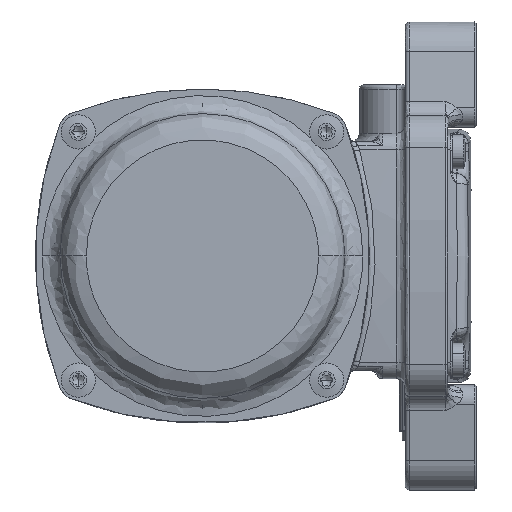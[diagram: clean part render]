
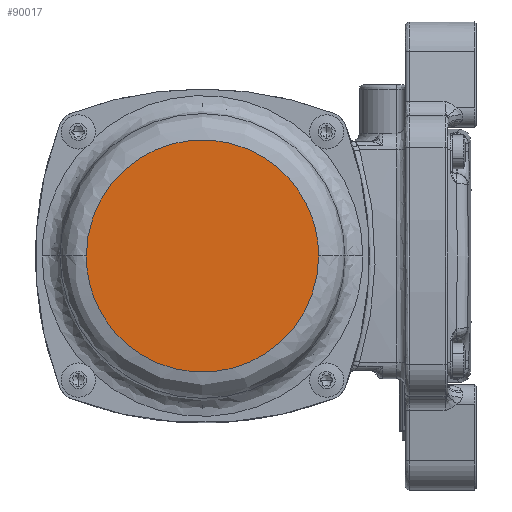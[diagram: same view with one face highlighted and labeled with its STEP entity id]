
A CAD part, left-side view. The second image highlights one B-rep face of the part: STEP entity #90017.
In plain terms, the highlighted planar face has unit normal (-1, 0, 0).
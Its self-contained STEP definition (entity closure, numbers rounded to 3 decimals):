
#7376 = VERTEX_POINT ( 'NONE', #86721 ) ;
#8263 =( BOUNDED_CURVE ( )  B_SPLINE_CURVE ( 3, ( #22522, #93965, #153463, #34540 ),
 .UNSPECIFIED., .F., .F. ) 
 B_SPLINE_CURVE_WITH_KNOTS ( ( 4, 4 ),
 ( 0., 1. ),
 .UNSPECIFIED. ) 
 CURVE ( )  GEOMETRIC_REPRESENTATION_ITEM ( )  RATIONAL_B_SPLINE_CURVE ( ( 1., 0.333, 0.333, 1. ) ) 
 REPRESENTATION_ITEM ( '' )  );
#21875 = EDGE_CURVE ( 'NONE', #111762, #7376, #75610, .T. ) ;
#22522 = CARTESIAN_POINT ( 'NONE',  ( -104.5, 136.7, 0. ) ) ;
#23105 = CARTESIAN_POINT ( 'NONE',  ( -104.5, 136.7, 0. ) ) ;
#25639 = DIRECTION ( 'NONE',  ( 0., 1., 0. ) ) ;
#34540 = CARTESIAN_POINT ( 'NONE',  ( -104.5, 55.3, 0. ) ) ;
#39461 = ORIENTED_EDGE ( 'NONE', *, *, #21875, .F. ) ;
#42503 = CARTESIAN_POINT ( 'NONE',  ( -104.5, 136.7, 0. ) ) ;
#62929 = EDGE_CURVE ( 'NONE', #7376, #111762, #8263, .T. ) ;
#64520 = ORIENTED_EDGE ( 'NONE', *, *, #62929, .F. ) ;
#71002 = PLANE ( 'NONE',  #131261 ) ;
#74560 = FACE_OUTER_BOUND ( 'NONE', #109728, .T. ) ;
#75610 =( BOUNDED_CURVE ( )  B_SPLINE_CURVE ( 3, ( #149428, #100848, #77900, #42503 ),
 .UNSPECIFIED., .F., .T. ) 
 B_SPLINE_CURVE_WITH_KNOTS ( ( 4, 4 ),
 ( 0., 1. ),
 .UNSPECIFIED. ) 
 CURVE ( )  GEOMETRIC_REPRESENTATION_ITEM ( )  RATIONAL_B_SPLINE_CURVE ( ( 1., 0.333, 0.333, 1. ) ) 
 REPRESENTATION_ITEM ( '' )  );
#77900 = CARTESIAN_POINT ( 'NONE',  ( -104.5, 136.7, -81.4 ) ) ;
#84573 = DIRECTION ( 'NONE',  ( 1., 0., 0. ) ) ;
#86721 = CARTESIAN_POINT ( 'NONE',  ( -104.5, 136.7, 0. ) ) ;
#90017 = ADVANCED_FACE ( 'NONE', ( #74560 ), #71002, .F. ) ;
#91730 = CARTESIAN_POINT ( 'NONE',  ( -104.5, 55.3, 0. ) ) ;
#93965 = CARTESIAN_POINT ( 'NONE',  ( -104.5, 136.7, 81.4 ) ) ;
#100848 = CARTESIAN_POINT ( 'NONE',  ( -104.5, 55.3, -81.4 ) ) ;
#109728 = EDGE_LOOP ( 'NONE', ( #39461, #64520 ) ) ;
#111762 = VERTEX_POINT ( 'NONE', #91730 ) ;
#131261 = AXIS2_PLACEMENT_3D ( 'NONE', #23105, #84573, #25639 ) ;
#149428 = CARTESIAN_POINT ( 'NONE',  ( -104.5, 55.3, 0. ) ) ;
#153463 = CARTESIAN_POINT ( 'NONE',  ( -104.5, 55.3, 81.4 ) ) ;
